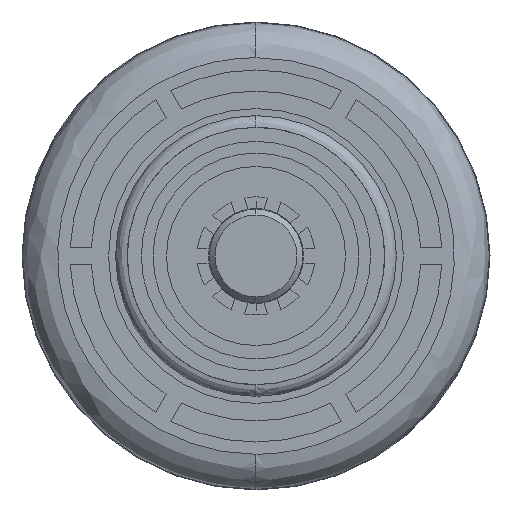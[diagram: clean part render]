
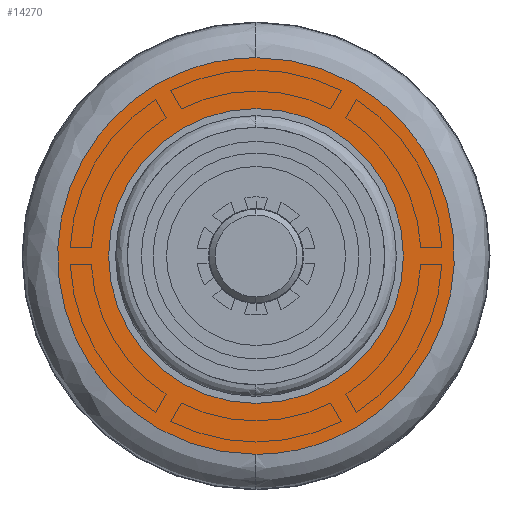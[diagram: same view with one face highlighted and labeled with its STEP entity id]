
A CAD part, left-side view. The second image highlights one B-rep face of the part: STEP entity #14270.
In plain terms, the highlighted planar face has unit normal (-1, 0, 0).
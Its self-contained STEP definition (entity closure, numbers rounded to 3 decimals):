
#1035 = ORIENTED_EDGE ( 'NONE', *, *, #22249, .T. ) ;
#1376 = AXIS2_PLACEMENT_3D ( 'NONE', #17915, #4167, #14962 ) ;
#1952 = PLANE ( 'NONE',  #23239 ) ;
#2535 = DIRECTION ( 'NONE',  ( 1., 0., 0. ) ) ;
#2825 = AXIS2_PLACEMENT_3D ( 'NONE', #13155, #2535, #18665 ) ;
#4167 = DIRECTION ( 'NONE',  ( 1., 0., 0. ) ) ;
#4183 = CARTESIAN_POINT ( 'NONE',  ( 12., 0., 0. ) ) ;
#5389 = EDGE_LOOP ( 'NONE', ( #5971, #17208 ) ) ;
#5971 = ORIENTED_EDGE ( 'NONE', *, *, #13969, .F. ) ;
#7099 = CARTESIAN_POINT ( 'NONE',  ( 12., 0., -16.95 ) ) ;
#8742 = EDGE_LOOP ( 'NONE', ( #1035, #32498 ) ) ;
#9402 = VERTEX_POINT ( 'NONE', #14633 ) ;
#9947 = CARTESIAN_POINT ( 'NONE',  ( 12., -33.9, -16.95 ) ) ;
#11188 = CARTESIAN_POINT ( 'NONE',  ( 12., 0., -12.6 ) ) ;
#13155 = CARTESIAN_POINT ( 'NONE',  ( 12., 0., 0. ) ) ;
#13775 = VERTEX_POINT ( 'NONE', #7099 ) ;
#13969 = EDGE_CURVE ( 'NONE', #13775, #9402, #28895, .T. ) ;
#14270 = ADVANCED_FACE ( 'NONE', ( #30400, #25406 ), #1952, .T. ) ;
#14633 = CARTESIAN_POINT ( 'NONE',  ( 12., 0., 16.95 ) ) ;
#14962 = DIRECTION ( 'NONE',  ( 0., 0., 1. ) ) ;
#17099 = VERTEX_POINT ( 'NONE', #26161 ) ;
#17208 = ORIENTED_EDGE ( 'NONE', *, *, #19600, .F. ) ;
#17582 = DIRECTION ( 'NONE',  ( 0., 0., -1. ) ) ;
#17915 = CARTESIAN_POINT ( 'NONE',  ( 12., 0., 0. ) ) ;
#18665 = DIRECTION ( 'NONE',  ( 0., 0., 1. ) ) ;
#18707 = CARTESIAN_POINT ( 'NONE',  ( 12., 0., -16.95 ) ) ;
#19600 = EDGE_CURVE ( 'NONE', #9402, #13775, #28603, .T. ) ;
#22249 = EDGE_CURVE ( 'NONE', #17099, #28955, #32918, .T. ) ;
#22780 = CARTESIAN_POINT ( 'NONE',  ( 12., 0., 16.95 ) ) ;
#22852 = DIRECTION ( 'NONE',  ( -1., 0., 0. ) ) ;
#23239 = AXIS2_PLACEMENT_3D ( 'NONE', #4183, #22852, #17582 ) ;
#25406 = FACE_OUTER_BOUND ( 'NONE', #5389, .T. ) ;
#26161 = CARTESIAN_POINT ( 'NONE',  ( 12., 0., 12.6 ) ) ;
#26316 = EDGE_CURVE ( 'NONE', #28955, #17099, #34444, .T. ) ;
#26324 = CARTESIAN_POINT ( 'NONE',  ( 12., 0., -16.95 ) ) ;
#28211 = CARTESIAN_POINT ( 'NONE',  ( 12., -33.9, 16.95 ) ) ;
#28603 =( BOUNDED_CURVE ( )  B_SPLINE_CURVE ( 3, ( #22780, #28211, #9947, #26324 ),
 .UNSPECIFIED., .F., .F. ) 
 B_SPLINE_CURVE_WITH_KNOTS ( ( 4, 4 ),
 ( 0., 0.5 ),
 .UNSPECIFIED. ) 
 CURVE ( )  GEOMETRIC_REPRESENTATION_ITEM ( )  RATIONAL_B_SPLINE_CURVE ( ( 1., 0.333, 0.333, 1. ) ) 
 REPRESENTATION_ITEM ( '' )  );
#28895 =( BOUNDED_CURVE ( )  B_SPLINE_CURVE ( 3, ( #18707, #31701, #29005, #34527 ),
 .UNSPECIFIED., .F., .F. ) 
 B_SPLINE_CURVE_WITH_KNOTS ( ( 4, 4 ),
 ( 0.5, 1. ),
 .UNSPECIFIED. ) 
 CURVE ( )  GEOMETRIC_REPRESENTATION_ITEM ( )  RATIONAL_B_SPLINE_CURVE ( ( 1., 0.333, 0.333, 1. ) ) 
 REPRESENTATION_ITEM ( '' )  );
#28955 = VERTEX_POINT ( 'NONE', #11188 ) ;
#29005 = CARTESIAN_POINT ( 'NONE',  ( 12., 33.9, 16.95 ) ) ;
#30400 = FACE_BOUND ( 'NONE', #8742, .T. ) ;
#31701 = CARTESIAN_POINT ( 'NONE',  ( 12., 33.9, -16.95 ) ) ;
#32498 = ORIENTED_EDGE ( 'NONE', *, *, #26316, .T. ) ;
#32918 = CIRCLE ( 'NONE', #2825, 12.6 ) ;
#34444 = CIRCLE ( 'NONE', #1376, 12.6 ) ;
#34527 = CARTESIAN_POINT ( 'NONE',  ( 12., 0., 16.95 ) ) ;
